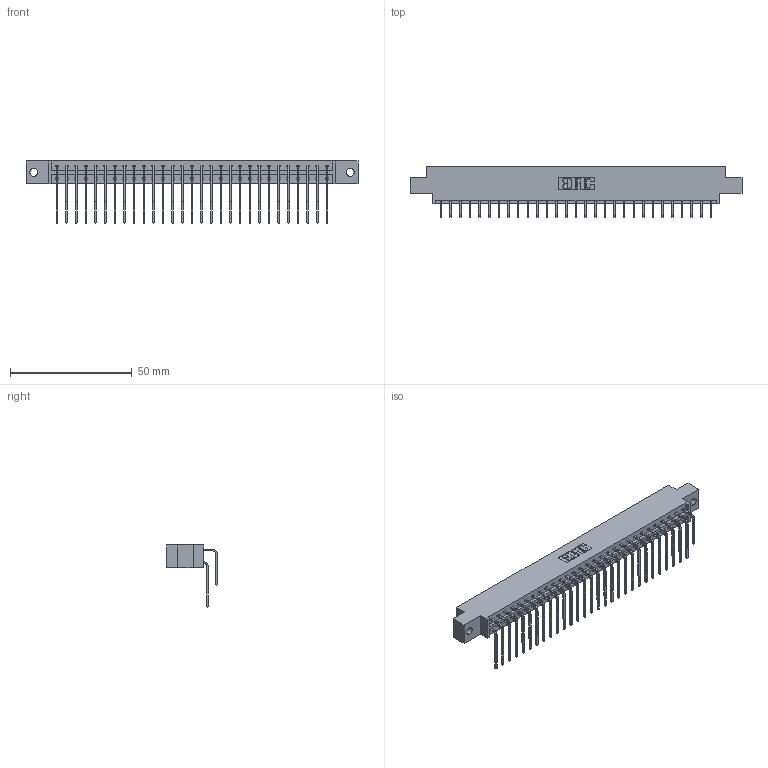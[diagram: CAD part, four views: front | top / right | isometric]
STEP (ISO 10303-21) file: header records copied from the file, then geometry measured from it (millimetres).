
FILE_DESCRIPTION (( 'STEP AP203' ), '1' );
FILE_NAME ('833-058-559-802.STEP', '2020-06-05T01:27:05', ( '' ), ( '' ), 'SwSTEP 2.0', 'SolidWorks 2020', '' );
FILE_SCHEMA (( 'CONFIG_CONTROL_DESIGN' ));
Length unit declared in the file: inch
Products named in the file (4): 833-058-559-802; 833 Part_Offset - .128 Dia; 345-292-001_558 559 Tail - 1; 345-292-001_559 Tail - 2
Assembly tree (59 placements, depth 2):
  833-058-559-802
    833 Part_Offset - .128 Dia
    345-292-001_558 559 Tail - 1  x29
    345-292-001_559 Tail - 2  x29
Bounding box: 136.45 x 20.9 x 25.53 mm (x, y, z)
Volume: 13879.2 mm3; surface area: 17883 mm2
Topology: 59 solids, 59 shells, 3250 faces, 9661 edges, 6362 vertices
Faces by surface type: plane 2278, cylinder 972
Entity records: 22257 total; most frequent: CARTESIAN_POINT 3757, ORIENTED_EDGE 3642, DIRECTION 3213, EDGE_CURVE 1821, LINE 1653, VECTOR 1653, VERTEX_POINT 1210, AXIS2_PLACEMENT_3D 780
